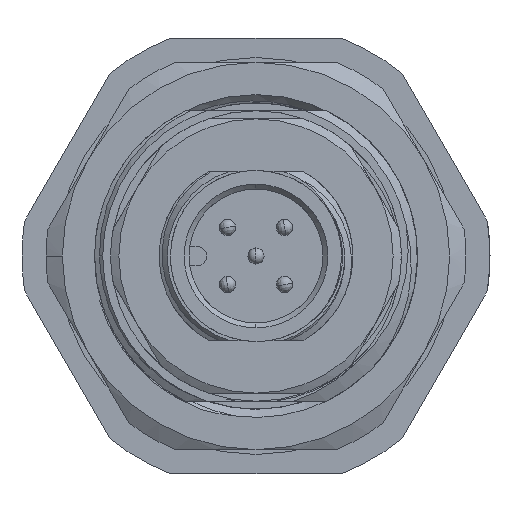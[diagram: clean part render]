
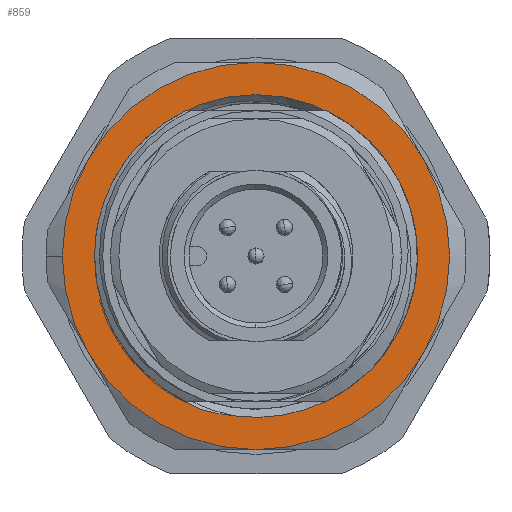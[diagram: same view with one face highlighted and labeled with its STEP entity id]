
A CAD part, left-side view. The second image highlights one B-rep face of the part: STEP entity #859.
In plain terms, the highlighted planar face has unit normal (-1, 0, 0).
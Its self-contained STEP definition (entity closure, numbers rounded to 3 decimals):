
#22 = DIRECTION ( 'NONE',  ( 0., 1., 0. ) ) ;
#124 = ORIENTED_EDGE ( 'NONE', *, *, #2754, .F. ) ;
#269 = CARTESIAN_POINT ( 'NONE',  ( -3.447, 4.244, 21.486 ) ) ;
#356 = AXIS2_PLACEMENT_3D ( 'NONE', #9981, #49408, #23161 ) ;
#438 = CARTESIAN_POINT ( 'NONE',  ( -3.447, 4.244, 21.486 ) ) ;
#859 = ADVANCED_FACE ( 'NONE', ( #6964, #28812 ), #14375, .F. ) ;
#1588 = CARTESIAN_POINT ( 'NONE',  ( -3.447, 11.288, 37. ) ) ;
#2004 = EDGE_LOOP ( 'NONE', ( #37903, #50537, #14695, #15607, #51773, #51369, #11494 ) ) ;
#2754 = EDGE_CURVE ( 'NONE', #43657, #15448, #45504, .T. ) ;
#2812 = CARTESIAN_POINT ( 'NONE',  ( -3.447, 2.921, 21.154 ) ) ;
#2845 = CIRCLE ( 'NONE', #3595, 10. ) ;
#2965 = AXIS2_PLACEMENT_3D ( 'NONE', #23334, #53961, #27712 ) ;
#3184 = CARTESIAN_POINT ( 'NONE',  ( -3.447, 0.895, 31. ) ) ;
#3595 = AXIS2_PLACEMENT_3D ( 'NONE', #40214, #14031, #44660 ) ;
#3624 = DIRECTION ( 'NONE',  ( 0., -1., 0. ) ) ;
#3865 = CARTESIAN_POINT ( 'NONE',  ( -3.447, 0.895, 31. ) ) ;
#6752 = VERTEX_POINT ( 'NONE', #31245 ) ;
#6964 = FACE_OUTER_BOUND ( 'NONE', #17488, .T. ) ;
#7567 = DIRECTION ( 'NONE',  ( 0., 1., 0. ) ) ;
#8044 = CARTESIAN_POINT ( 'NONE',  ( -3.447, -9.049, 29.95 ) ) ;
#8088 = VERTEX_POINT ( 'NONE', #23646 ) ;
#8251 = DIRECTION ( 'NONE',  ( 0., 1., 0. ) ) ;
#9691 = AXIS2_PLACEMENT_3D ( 'NONE', #51426, #25172, #55809 ) ;
#9981 = CARTESIAN_POINT ( 'NONE',  ( -3.447, 0.895, 31. ) ) ;
#10640 = B_SPLINE_CURVE_WITH_KNOTS ( 'NONE', 3,
 ( #24413, #55216, #2812, #33363 ),
 .UNSPECIFIED., .F., .F.,
 ( 4, 4 ),
 ( 0., 0.002 ),
 .UNSPECIFIED. ) ;
#10727 = EDGE_CURVE ( 'NONE', #27238, #24049, #10640, .T. ) ;
#10987 = EDGE_CURVE ( 'NONE', #34402, #8088, #36355, .T. ) ;
#11494 = ORIENTED_EDGE ( 'NONE', *, *, #32386, .F. ) ;
#12802 = AXIS2_PLACEMENT_3D ( 'NONE', #3184, #33738, #7567 ) ;
#12845 = CARTESIAN_POINT ( 'NONE',  ( -3.447, 0.895, 31. ) ) ;
#13018 = VERTEX_POINT ( 'NONE', #25364 ) ;
#13081 = VERTEX_POINT ( 'NONE', #21159 ) ;
#13571 = ORIENTED_EDGE ( 'NONE', *, *, #30754, .F. ) ;
#14031 = DIRECTION ( 'NONE',  ( -1., 0., 0. ) ) ;
#14074 = EDGE_CURVE ( 'NONE', #24253, #6752, #2845, .T. ) ;
#14375 = PLANE ( 'NONE',  #356 ) ;
#14491 = ORIENTED_EDGE ( 'NONE', *, *, #41225, .F. ) ;
#14695 = ORIENTED_EDGE ( 'NONE', *, *, #30764, .F. ) ;
#15448 = VERTEX_POINT ( 'NONE', #50816 ) ;
#15607 = ORIENTED_EDGE ( 'NONE', *, *, #10727, .F. ) ;
#15688 = AXIS2_PLACEMENT_3D ( 'NONE', #56021, #29799, #3624 ) ;
#16236 = AXIS2_PLACEMENT_3D ( 'NONE', #20010, #50658, #24424 ) ;
#17026 = DIRECTION ( 'NONE',  ( -1., 0., 0. ) ) ;
#17203 = DIRECTION ( 'NONE',  ( 0., 1., 0. ) ) ;
#17398 = EDGE_CURVE ( 'NONE', #35655, #53893, #44634, .T. ) ;
#17488 = EDGE_LOOP ( 'NONE', ( #19715, #33343, #124, #13571, #14491, #51555, #44401 ) ) ;
#18069 = CARTESIAN_POINT ( 'NONE',  ( -3.447, 6.132, 22.481 ) ) ;
#18748 = AXIS2_PLACEMENT_3D ( 'NONE', #52458, #26176, #22 ) ;
#19715 = ORIENTED_EDGE ( 'NONE', *, *, #33863, .F. ) ;
#20010 = CARTESIAN_POINT ( 'NONE',  ( -3.447, 0.895, 31. ) ) ;
#21159 = CARTESIAN_POINT ( 'NONE',  ( -3.447, -9.497, 37. ) ) ;
#21329 = CARTESIAN_POINT ( 'NONE',  ( -3.447, 0.895, 31. ) ) ;
#21801 = CIRCLE ( 'NONE', #18748, 12. ) ;
#22062 = CARTESIAN_POINT ( 'NONE',  ( -3.447, 6.132, 22.481 ) ) ;
#22769 = EDGE_CURVE ( 'NONE', #15448, #38677, #21801, .T. ) ;
#23161 = DIRECTION ( 'NONE',  ( 0., 1., 0. ) ) ;
#23334 = CARTESIAN_POINT ( 'NONE',  ( -3.447, 0.895, 31. ) ) ;
#23646 = CARTESIAN_POINT ( 'NONE',  ( -3.447, 0.895, 43. ) ) ;
#24049 = VERTEX_POINT ( 'NONE', #24482 ) ;
#24253 = VERTEX_POINT ( 'NONE', #8044 ) ;
#24413 = CARTESIAN_POINT ( 'NONE',  ( -3.447, 4.244, 21.486 ) ) ;
#24424 = DIRECTION ( 'NONE',  ( 0., 1., 0. ) ) ;
#24482 = CARTESIAN_POINT ( 'NONE',  ( -3.447, 2.239, 21.091 ) ) ;
#24929 = CARTESIAN_POINT ( 'NONE',  ( -3.447, 0.895, 31. ) ) ;
#25172 = DIRECTION ( 'NONE',  ( -1., 0., 0. ) ) ;
#25364 = CARTESIAN_POINT ( 'NONE',  ( -3.447, -3.463, 22. ) ) ;
#25732 = DIRECTION ( 'NONE',  ( 0., 1., 0. ) ) ;
#25784 = EDGE_CURVE ( 'NONE', #53893, #27238, #56769, .T. ) ;
#26176 = DIRECTION ( 'NONE',  ( 1., 0., 0. ) ) ;
#26433 = CARTESIAN_POINT ( 'NONE',  ( -3.447, 4.908, 21.751 ) ) ;
#26708 = CIRCLE ( 'NONE', #16236, 12. ) ;
#27238 = VERTEX_POINT ( 'NONE', #438 ) ;
#27712 = DIRECTION ( 'NONE',  ( 0., 1., 0. ) ) ;
#28812 = FACE_BOUND ( 'NONE', #2004, .T. ) ;
#29320 = DIRECTION ( 'NONE',  ( 0., 1., 0. ) ) ;
#29799 = DIRECTION ( 'NONE',  ( -1., 0., 0. ) ) ;
#30754 = EDGE_CURVE ( 'NONE', #13081, #43657, #48790, .T. ) ;
#30764 = EDGE_CURVE ( 'NONE', #24049, #13018, #50131, .T. ) ;
#31245 = CARTESIAN_POINT ( 'NONE',  ( -3.447, -9.105, 31. ) ) ;
#32386 = EDGE_CURVE ( 'NONE', #6752, #35655, #47317, .T. ) ;
#32797 = AXIS2_PLACEMENT_3D ( 'NONE', #3865, #34419, #8251 ) ;
#33247 = VERTEX_POINT ( 'NONE', #46037 ) ;
#33343 = ORIENTED_EDGE ( 'NONE', *, *, #22769, .F. ) ;
#33363 = CARTESIAN_POINT ( 'NONE',  ( -3.447, 2.239, 21.091 ) ) ;
#33738 = DIRECTION ( 'NONE',  ( 1., 0., 0. ) ) ;
#33827 = AXIS2_PLACEMENT_3D ( 'NONE', #12845, #43462, #17203 ) ;
#33863 = EDGE_CURVE ( 'NONE', #38677, #33247, #26708, .T. ) ;
#34402 = VERTEX_POINT ( 'NONE', #1588 ) ;
#34419 = DIRECTION ( 'NONE',  ( 1., 0., 0. ) ) ;
#34502 = EDGE_CURVE ( 'NONE', #13018, #24253, #50646, .T. ) ;
#35655 = VERTEX_POINT ( 'NONE', #53326 ) ;
#36277 = AXIS2_PLACEMENT_3D ( 'NONE', #24929, #55554, #29320 ) ;
#36355 = CIRCLE ( 'NONE', #54374, 12. ) ;
#37589 = CIRCLE ( 'NONE', #12802, 12. ) ;
#37903 = ORIENTED_EDGE ( 'NONE', *, *, #14074, .F. ) ;
#38677 = VERTEX_POINT ( 'NONE', #44516 ) ;
#38692 = AXIS2_PLACEMENT_3D ( 'NONE', #43269, #17026, #47688 ) ;
#38871 = CIRCLE ( 'NONE', #2965, 12. ) ;
#40214 = CARTESIAN_POINT ( 'NONE',  ( -3.447, 0.895, 31. ) ) ;
#41225 = EDGE_CURVE ( 'NONE', #8088, #13081, #37589, .T. ) ;
#42150 = CARTESIAN_POINT ( 'NONE',  ( -3.447, -9.497, 25. ) ) ;
#43269 = CARTESIAN_POINT ( 'NONE',  ( -3.447, 0.895, 31. ) ) ;
#43462 = DIRECTION ( 'NONE',  ( -1., 0., 0. ) ) ;
#43657 = VERTEX_POINT ( 'NONE', #42150 ) ;
#44401 = ORIENTED_EDGE ( 'NONE', *, *, #46736, .F. ) ;
#44516 = CARTESIAN_POINT ( 'NONE',  ( -3.447, 11.288, 25. ) ) ;
#44634 = CIRCLE ( 'NONE', #15688, 10. ) ;
#44660 = DIRECTION ( 'NONE',  ( 0., -1., 0. ) ) ;
#45504 = CIRCLE ( 'NONE', #36277, 12. ) ;
#46037 = CARTESIAN_POINT ( 'NONE',  ( -3.447, 12.895, 31. ) ) ;
#46736 = EDGE_CURVE ( 'NONE', #33247, #34402, #38871, .T. ) ;
#47317 = CIRCLE ( 'NONE', #9691, 10. ) ;
#47688 = DIRECTION ( 'NONE',  ( 0., -1., 0. ) ) ;
#48790 = CIRCLE ( 'NONE', #32797, 12. ) ;
#49408 = DIRECTION ( 'NONE',  ( 1., 0., 0. ) ) ;
#50131 = CIRCLE ( 'NONE', #38692, 10. ) ;
#50537 = ORIENTED_EDGE ( 'NONE', *, *, #34502, .F. ) ;
#50646 = CIRCLE ( 'NONE', #33827, 10. ) ;
#50658 = DIRECTION ( 'NONE',  ( 1., 0., 0. ) ) ;
#50816 = CARTESIAN_POINT ( 'NONE',  ( -3.447, 0.895, 19. ) ) ;
#51369 = ORIENTED_EDGE ( 'NONE', *, *, #17398, .F. ) ;
#51426 = CARTESIAN_POINT ( 'NONE',  ( -3.447, 0.895, 31. ) ) ;
#51555 = ORIENTED_EDGE ( 'NONE', *, *, #10987, .F. ) ;
#51773 = ORIENTED_EDGE ( 'NONE', *, *, #25784, .F. ) ;
#51993 = DIRECTION ( 'NONE',  ( 1., 0., 0. ) ) ;
#52458 = CARTESIAN_POINT ( 'NONE',  ( -3.447, 0.895, 31. ) ) ;
#52520 = CARTESIAN_POINT ( 'NONE',  ( -3.447, 5.538, 22.082 ) ) ;
#53326 = CARTESIAN_POINT ( 'NONE',  ( -3.447, 10.895, 31. ) ) ;
#53893 = VERTEX_POINT ( 'NONE', #18069 ) ;
#53961 = DIRECTION ( 'NONE',  ( 1., 0., 0. ) ) ;
#54374 = AXIS2_PLACEMENT_3D ( 'NONE', #21329, #51993, #25732 ) ;
#55216 = CARTESIAN_POINT ( 'NONE',  ( -3.447, 3.589, 21.286 ) ) ;
#55554 = DIRECTION ( 'NONE',  ( 1., 0., 0. ) ) ;
#55809 = DIRECTION ( 'NONE',  ( 0., -1., 0. ) ) ;
#56021 = CARTESIAN_POINT ( 'NONE',  ( -3.447, 0.895, 31. ) ) ;
#56769 = B_SPLINE_CURVE_WITH_KNOTS ( 'NONE', 3,
 ( #22062, #52520, #26433, #269 ),
 .UNSPECIFIED., .F., .F.,
 ( 4, 4 ),
 ( 0., 0.002 ),
 .UNSPECIFIED. ) ;
